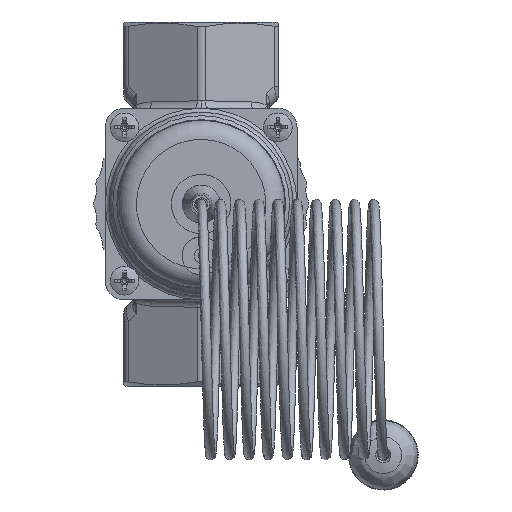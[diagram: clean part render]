
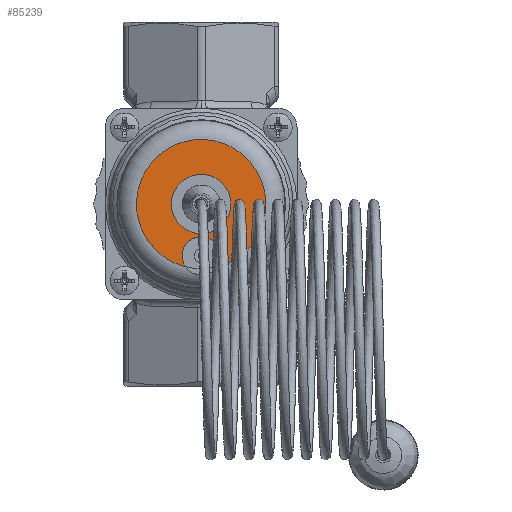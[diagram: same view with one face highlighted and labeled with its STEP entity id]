
A CAD part, front view. The second image highlights one B-rep face of the part: STEP entity #85239.
In plain terms, the highlighted planar face has unit normal (0, -1, 0).
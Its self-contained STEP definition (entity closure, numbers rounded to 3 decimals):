
#85056=CARTESIAN_POINT('',(4.094,-62.,-16.371));
#85057=VERTEX_POINT('',#85056);
#85058=CARTESIAN_POINT('',(-4.094,-62.,-16.371));
#85059=VERTEX_POINT('',#85058);
#85060=CARTESIAN_POINT('',(0.,-62.,0.));
#85061=DIRECTION('',(0.0,-1.0,0.0));
#85062=DIRECTION('',(1.0,0.0,0.0));
#85063=AXIS2_PLACEMENT_3D('',#85060,#85061,#85062);
#85064=CIRCLE('',#85063,16.875);
#85065=EDGE_CURVE('',#85057,#85059,#85064,.T.);
#85213=CARTESIAN_POINT('',(8.437,-62.,0.));
#85214=DIRECTION('',(0.0,-1.0,0.0));
#85215=DIRECTION('',(1.0,0.0,0.0));
#85216=AXIS2_PLACEMENT_3D('',#85213,#85214,#85215);
#85217=PLANE('',#85216);
#85218=CARTESIAN_POINT('',(0.,-62.,-13.5));
#85219=DIRECTION('',(0.0,1.0,0.0));
#85220=DIRECTION('',(-1.0,0.0,0.0));
#85221=AXIS2_PLACEMENT_3D('',#85218,#85219,#85220);
#85222=CIRCLE('',#85221,5.0);
#85223=EDGE_CURVE('',#85059,#85057,#85222,.T.);
#85224=ORIENTED_EDGE('',*,*,#85223,.T.);
#85225=ORIENTED_EDGE('',*,*,#85065,.T.);
#85226=EDGE_LOOP('',(#85224,#85225));
#85227=FACE_OUTER_BOUND('',#85226,.T.);
#85228=CARTESIAN_POINT('',(5.7,-62.,0.));
#85229=VERTEX_POINT('',#85228);
#85230=CARTESIAN_POINT('',(0.,-62.,0.));
#85231=DIRECTION('',(0.0,1.0,0.0));
#85232=DIRECTION('',(1.0,0.0,0.0));
#85233=AXIS2_PLACEMENT_3D('',#85230,#85231,#85232);
#85234=CIRCLE('',#85233,5.7);
#85235=EDGE_CURVE('',#85229,#85229,#85234,.T.);
#85236=ORIENTED_EDGE('',*,*,#85235,.T.);
#85237=EDGE_LOOP('',(#85236));
#85238=FACE_BOUND('',#85237,.T.);
#85239=ADVANCED_FACE('',(#85227,#85238),#85217,.T.);
